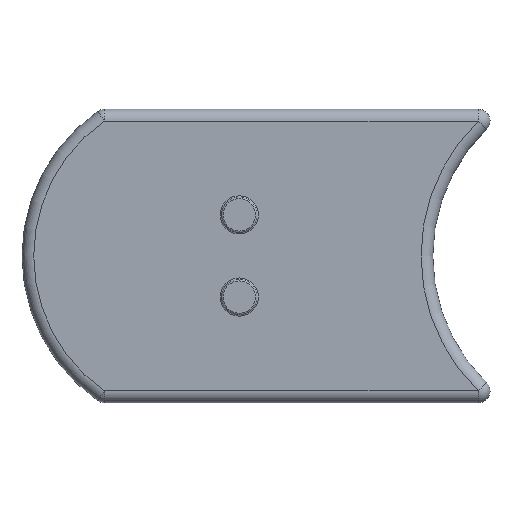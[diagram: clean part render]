
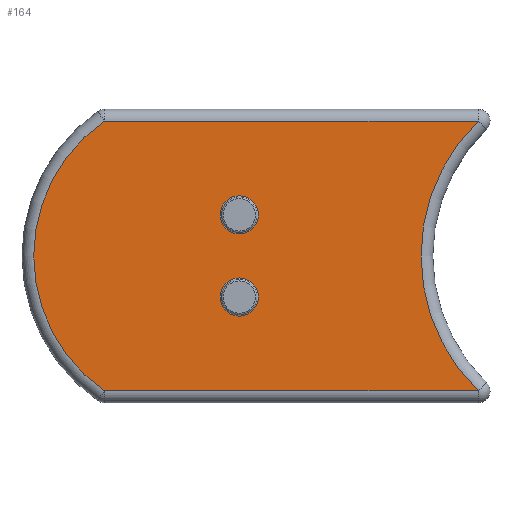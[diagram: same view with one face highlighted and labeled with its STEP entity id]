
A CAD part, top view. The second image highlights one B-rep face of the part: STEP entity #164.
In plain terms, the highlighted planar face has unit normal (0, 0, 1).
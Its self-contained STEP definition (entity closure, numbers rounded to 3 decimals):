
#40=PLANE('',#615);
#61=LINE('',#885,#79);
#64=LINE('',#911,#82);
#79=VECTOR('',#704,1.);
#82=VECTOR('',#739,1.);
#164=ADVANCED_FACE('',(#191,#192,#193),#40,.T.);
#191=FACE_BOUND('',#243,.T.);
#192=FACE_BOUND('',#244,.T.);
#193=FACE_BOUND('',#245,.T.);
#243=EDGE_LOOP('',(#370));
#244=EDGE_LOOP('',(#371));
#245=EDGE_LOOP('',(#372,#373,#374,#375));
#370=ORIENTED_EDGE('',*,*,#486,.T.);
#371=ORIENTED_EDGE('',*,*,#487,.T.);
#372=ORIENTED_EDGE('',*,*,#470,.T.);
#373=ORIENTED_EDGE('',*,*,#460,.T.);
#374=ORIENTED_EDGE('',*,*,#456,.T.);
#375=ORIENTED_EDGE('',*,*,#466,.T.);
#405=VERTEX_POINT('',#876);
#409=VERTEX_POINT('',#884);
#410=VERTEX_POINT('',#889);
#415=VERTEX_POINT('',#904);
#421=VERTEX_POINT('',#948);
#422=VERTEX_POINT('',#950);
#456=EDGE_CURVE('',#405,#409,#61,.T.);
#460=EDGE_CURVE('',#410,#405,#519,.T.);
#466=EDGE_CURVE('',#409,#415,#525,.T.);
#470=EDGE_CURVE('',#415,#410,#64,.T.);
#486=EDGE_CURVE('',#421,#421,#533,.T.);
#487=EDGE_CURVE('',#422,#422,#534,.T.);
#519=CIRCLE('',#579,32.);
#525=CIRCLE('',#588,28.);
#533=CIRCLE('',#613,3.25);
#534=CIRCLE('',#614,3.25);
#579=AXIS2_PLACEMENT_3D('',#892,#712,#713);
#588=AXIS2_PLACEMENT_3D('',#905,#730,#731);
#613=AXIS2_PLACEMENT_3D('',#947,#792,#793);
#614=AXIS2_PLACEMENT_3D('',#949,#794,#795);
#615=AXIS2_PLACEMENT_3D('',#951,#796,#797);
#704=DIRECTION('',(-1.,0.,0.));
#712=DIRECTION('',(0.,0.,-1.));
#713=DIRECTION('',(1.,0.,0.));
#730=DIRECTION('',(0.,0.,1.));
#731=DIRECTION('',(1.,0.,0.));
#739=DIRECTION('',(1.,0.,0.));
#792=DIRECTION('',(0.,0.,-1.));
#793=DIRECTION('',(1.,0.,0.));
#794=DIRECTION('',(0.,0.,-1.));
#795=DIRECTION('',(1.,0.,0.));
#796=DIRECTION('',(0.,0.,1.));
#797=DIRECTION('',(1.,0.,0.));
#876=CARTESIAN_POINT('',(64.335,-2.,5.));
#884=CARTESIAN_POINT('',(0.614,-2.,5.));
#885=CARTESIAN_POINT('',(35.,-2.,5.));
#889=CARTESIAN_POINT('',(64.335,-48.,5.));
#892=CARTESIAN_POINT('',(86.583,-25.,5.));
#904=CARTESIAN_POINT('',(0.614,-48.,5.));
#905=CARTESIAN_POINT('',(16.583,-25.,5.));
#911=CARTESIAN_POINT('',(35.,-48.,5.));
#947=CARTESIAN_POINT('',(23.614,-32.,5.));
#948=CARTESIAN_POINT('',(26.864,-32.,5.));
#949=CARTESIAN_POINT('',(23.614,-18.,5.));
#950=CARTESIAN_POINT('',(26.864,-18.,5.));
#951=CARTESIAN_POINT('',(35.,-25.,5.));
